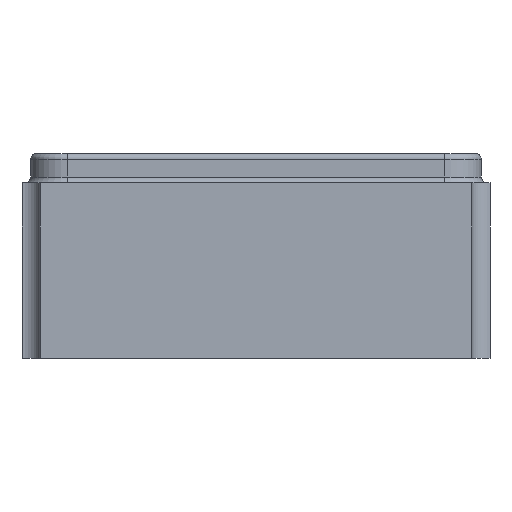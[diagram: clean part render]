
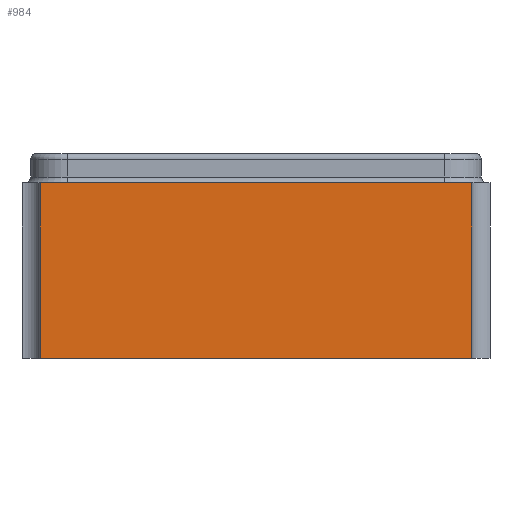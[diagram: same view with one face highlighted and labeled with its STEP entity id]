
A CAD part, front view. The second image highlights one B-rep face of the part: STEP entity #984.
In plain terms, the highlighted planar face has unit normal (0, -1, 0).
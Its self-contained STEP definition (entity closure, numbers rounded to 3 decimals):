
#145 = VERTEX_POINT('',#146);
#146 = CARTESIAN_POINT('',(0.738,-1.,0.01));
#153 = EDGE_CURVE('',#154,#145,#156,.T.);
#154 = VERTEX_POINT('',#155);
#155 = CARTESIAN_POINT('',(-0.738,-1.,0.01));
#156 = LINE('',#157,#158);
#157 = CARTESIAN_POINT('',(-0.738,-1.,0.01));
#158 = VECTOR('',#159,1.);
#159 = DIRECTION('',(1.,0.,0.));
#876 = VERTEX_POINT('',#877);
#877 = CARTESIAN_POINT('',(-0.738,-1.,0.61));
#884 = EDGE_CURVE('',#876,#885,#887,.T.);
#885 = VERTEX_POINT('',#886);
#886 = CARTESIAN_POINT('',(0.738,-1.,0.61));
#887 = LINE('',#888,#889);
#888 = CARTESIAN_POINT('',(-0.738,-1.,0.61));
#889 = VECTOR('',#890,1.);
#890 = DIRECTION('',(1.,0.,0.));
#973 = EDGE_CURVE('',#876,#154,#974,.T.);
#974 = LINE('',#975,#976);
#975 = CARTESIAN_POINT('',(-0.738,-1.,0.61));
#976 = VECTOR('',#977,1.);
#977 = DIRECTION('',(0.,0.,-1.));
#984 = ADVANCED_FACE('',(#985),#996,.F.);
#985 = FACE_BOUND('',#986,.T.);
#986 = EDGE_LOOP('',(#987,#988,#994,#995));
#987 = ORIENTED_EDGE('',*,*,#153,.T.);
#988 = ORIENTED_EDGE('',*,*,#989,.F.);
#989 = EDGE_CURVE('',#885,#145,#990,.T.);
#990 = LINE('',#991,#992);
#991 = CARTESIAN_POINT('',(0.738,-1.,0.61));
#992 = VECTOR('',#993,1.);
#993 = DIRECTION('',(0.,0.,-1.));
#994 = ORIENTED_EDGE('',*,*,#884,.F.);
#995 = ORIENTED_EDGE('',*,*,#973,.T.);
#996 = PLANE('',#997);
#997 = AXIS2_PLACEMENT_3D('',#998,#999,#1000);
#998 = CARTESIAN_POINT('',(-0.738,-1.,0.61));
#999 = DIRECTION('',(0.,1.,0.));
#1000 = DIRECTION('',(-1.,0.,0.));
